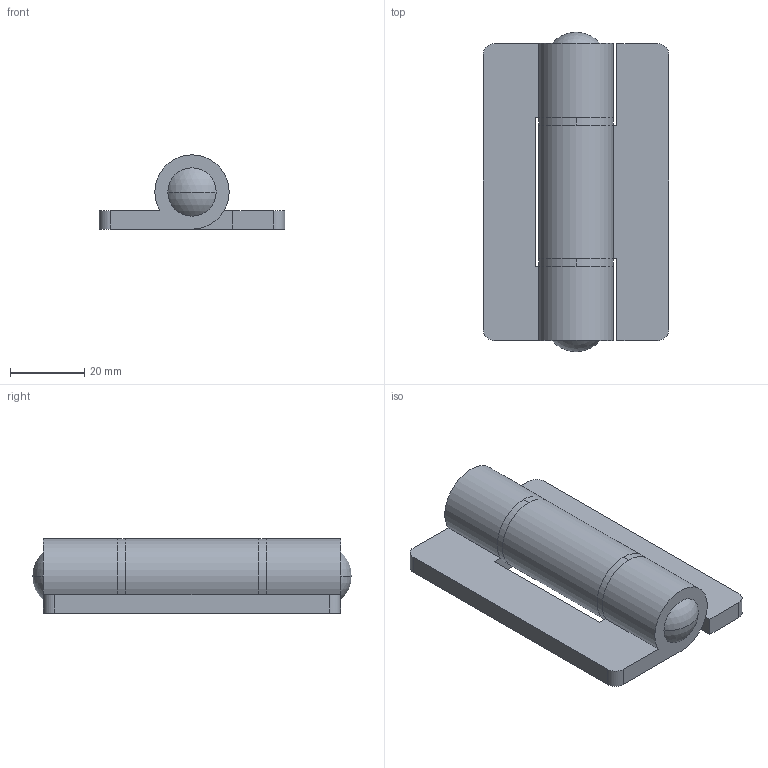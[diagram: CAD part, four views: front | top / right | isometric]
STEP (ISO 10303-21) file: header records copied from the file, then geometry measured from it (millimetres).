
FILE_DESCRIPTION (( 'STEP AP203' ), '1' );
FILE_NAME ('B-1-7.STEP', '2008-10-29T07:12:55', ( ' ' ), ( ' ' ), 'SwSTEP 2.0', 'SolidWorks 2007', '' );
FILE_SCHEMA (( 'CONFIG_CONTROL_DESIGN' ));
Length unit declared in the file: millimetre
Products named in the file (5): B-1-7; B-1-7僔儍僼僩__棉太倌; B-1-7僸儞僕A__棉太倌; B-1-7僸儞僕B__棉太倌; B-1-7嵗嬥__棉太倌
Assembly tree (5 placements, depth 2):
  B-1-7
    B-1-7僸儞僕B__棉太倌
    B-1-7嵗嬥__棉太倌  x2
    B-1-7僸儞僕A__棉太倌
    B-1-7僔儍僼僩__棉太倌
Bounding box: 50 x 86 x 20 mm (x, y, z)
Volume: 38566.7 mm3; surface area: 19142.2 mm2
Topology: 5 solids, 5 shells, 50 faces, 116 edges, 78 vertices
Faces by surface type: cylinder 23, plane 23, sphere 4
Entity records: 1861 total; most frequent: DIRECTION 254, CARTESIAN_POINT 226, ORIENTED_EDGE 208, EDGE_CURVE 104, AXIS2_PLACEMENT_3D 98, VERTEX_POINT 70, VECTOR 58, LINE 58
